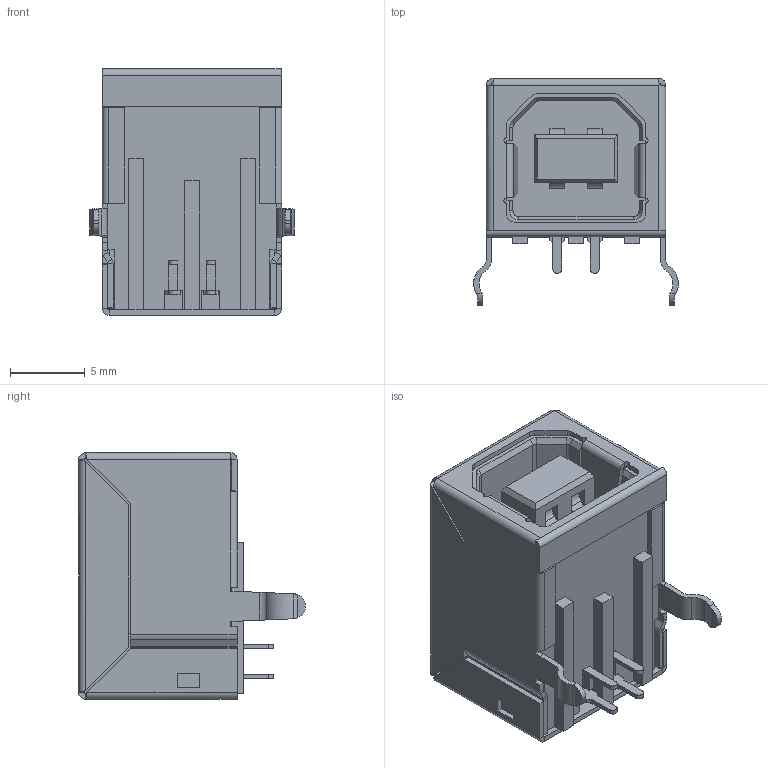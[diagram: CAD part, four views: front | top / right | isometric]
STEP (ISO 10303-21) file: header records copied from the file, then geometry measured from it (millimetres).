
FILE_DESCRIPTION(('FreeCAD Model'),'2;1');
FILE_NAME('Open CASCADE Shape Model','2021-07-02T13:44:37',(''),(''), 'Open CASCADE STEP processor 7.3','FreeCAD','Unknown');
FILE_SCHEMA(('AUTOMOTIVE_DESIGN { 1 0 10303 214 1 1 1 1 }'));
Length unit declared in the file: millimetre
Products named in the file (7): USB-D; Arduino_Uno003; Arduino_Uno004; Arduino_Uno005; Arduino_Uno006; Arduino_Uno007; Arduino_Uno008
Assembly tree (6 placements, depth 2):
  USB-D
    Arduino_Uno003
    Arduino_Uno004
    Arduino_Uno005
    Arduino_Uno006
    Arduino_Uno007
    Arduino_Uno008
Bounding box: 13.72 x 15.2 x 16.5 mm (x, y, z)
Volume: 1564 mm3; surface area: 3418.4 mm2
Topology: 6 solids, 6 shells, 400 faces, 1024 edges, 630 vertices
Faces by surface type: plane 284, cylinder 98, bspline 12, cone 6
Entity records: 12356 total; most frequent: CARTESIAN_POINT 2619, ORIENTED_EDGE 2048, DIRECTION 1906, EDGE_CURVE 1024, LINE 804, VECTOR 804, VERTEX_POINT 630, AXIS2_PLACEMENT_3D 551
